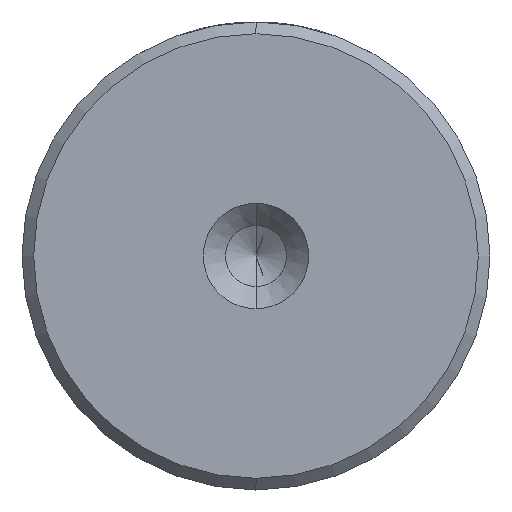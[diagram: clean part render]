
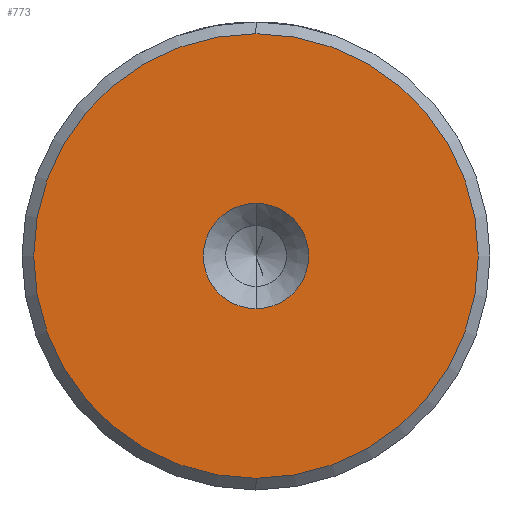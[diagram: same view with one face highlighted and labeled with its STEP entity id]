
A CAD part, left-side view. The second image highlights one B-rep face of the part: STEP entity #773.
In plain terms, the highlighted planar face has unit normal (-1, 0, 0).
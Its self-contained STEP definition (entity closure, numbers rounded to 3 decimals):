
#34 = CARTESIAN_POINT ( 'NONE',  ( 0., 0., -2.25 ) ) ;
#47 = AXIS2_PLACEMENT_3D ( 'NONE', #93, #1613, #320 ) ;
#93 = CARTESIAN_POINT ( 'NONE',  ( 0., 0., 0. ) ) ;
#121 = CIRCLE ( 'NONE', #1504, 9.5 ) ;
#191 = CARTESIAN_POINT ( 'NONE',  ( 0., 0., -9.5 ) ) ;
#320 = DIRECTION ( 'NONE',  ( 0., 0., 1. ) ) ;
#424 = AXIS2_PLACEMENT_3D ( 'NONE', #2275, #982, #2489 ) ;
#475 = CARTESIAN_POINT ( 'NONE',  ( 0., 0., 0. ) ) ;
#521 = EDGE_LOOP ( 'NONE', ( #1563, #1937 ) ) ;
#680 = DIRECTION ( 'NONE',  ( 0., 0., 1. ) ) ;
#703 = VERTEX_POINT ( 'NONE', #1701 ) ;
#716 = VERTEX_POINT ( 'NONE', #191 ) ;
#767 = EDGE_CURVE ( 'NONE', #703, #1032, #1594, .T. ) ;
#773 = ADVANCED_FACE ( 'NONE', ( #938, #1524 ), #1333, .T. ) ;
#938 = FACE_OUTER_BOUND ( 'NONE', #521, .T. ) ;
#982 = DIRECTION ( 'NONE',  ( -1., 0., 0. ) ) ;
#1032 = VERTEX_POINT ( 'NONE', #34 ) ;
#1105 = DIRECTION ( 'NONE',  ( -1., 0., 0. ) ) ;
#1126 = CARTESIAN_POINT ( 'NONE',  ( 0., 0., 0. ) ) ;
#1333 = PLANE ( 'NONE',  #2426 ) ;
#1359 = DIRECTION ( 'NONE',  ( 0., 0., 1. ) ) ;
#1386 = VERTEX_POINT ( 'NONE', #2155 ) ;
#1504 = AXIS2_PLACEMENT_3D ( 'NONE', #1126, #2628, #1359 ) ;
#1520 = EDGE_CURVE ( 'NONE', #1386, #716, #2594, .T. ) ;
#1524 = FACE_BOUND ( 'NONE', #2779, .T. ) ;
#1563 = ORIENTED_EDGE ( 'NONE', *, *, #2352, .T. ) ;
#1594 = CIRCLE ( 'NONE', #1877, 2.25 ) ;
#1605 = ORIENTED_EDGE ( 'NONE', *, *, #2568, .F. ) ;
#1613 = DIRECTION ( 'NONE',  ( -1., 0., 0. ) ) ;
#1701 = CARTESIAN_POINT ( 'NONE',  ( 0., 0., 2.25 ) ) ;
#1812 = CIRCLE ( 'NONE', #424, 2.25 ) ;
#1877 = AXIS2_PLACEMENT_3D ( 'NONE', #2394, #1105, #2603 ) ;
#1937 = ORIENTED_EDGE ( 'NONE', *, *, #1520, .T. ) ;
#1984 = DIRECTION ( 'NONE',  ( -1., 0., 0. ) ) ;
#2078 = ORIENTED_EDGE ( 'NONE', *, *, #767, .F. ) ;
#2155 = CARTESIAN_POINT ( 'NONE',  ( 0., 0., 9.5 ) ) ;
#2275 = CARTESIAN_POINT ( 'NONE',  ( 0., 0., 0. ) ) ;
#2352 = EDGE_CURVE ( 'NONE', #716, #1386, #121, .T. ) ;
#2394 = CARTESIAN_POINT ( 'NONE',  ( 0., 0., 0. ) ) ;
#2426 = AXIS2_PLACEMENT_3D ( 'NONE', #475, #1984, #680 ) ;
#2489 = DIRECTION ( 'NONE',  ( 0., 0., 1. ) ) ;
#2568 = EDGE_CURVE ( 'NONE', #1032, #703, #1812, .T. ) ;
#2594 = CIRCLE ( 'NONE', #47, 9.5 ) ;
#2603 = DIRECTION ( 'NONE',  ( 0., 0., 1. ) ) ;
#2628 = DIRECTION ( 'NONE',  ( -1., 0., 0. ) ) ;
#2779 = EDGE_LOOP ( 'NONE', ( #2078, #1605 ) ) ;
